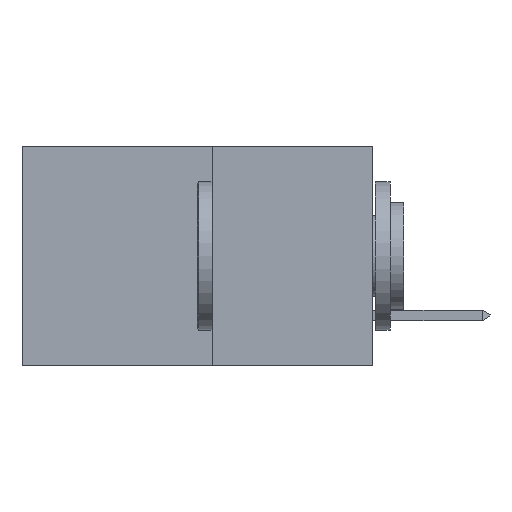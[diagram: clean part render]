
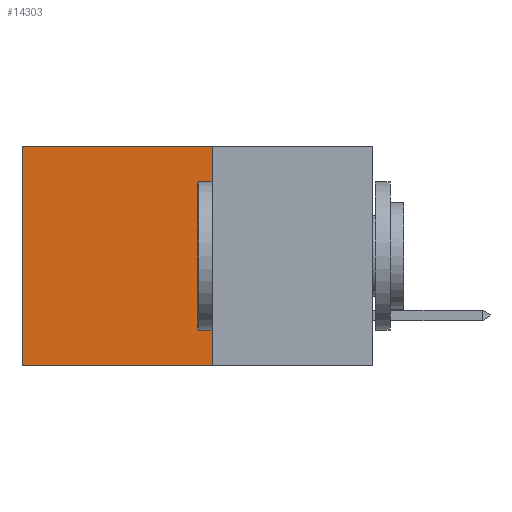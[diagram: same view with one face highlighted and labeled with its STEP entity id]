
A CAD part, left-side view. The second image highlights one B-rep face of the part: STEP entity #14303.
In plain terms, the highlighted planar face has unit normal (-1, 0, 0).
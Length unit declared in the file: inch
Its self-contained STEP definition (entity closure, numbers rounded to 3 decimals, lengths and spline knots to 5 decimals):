
#26 = AXIS2_PLACEMENT_3D ( 'NONE', #24859, #9945, #27336 ) ;
#1184 = LINE ( 'NONE', #19385, #20326 ) ;
#2330 = EDGE_CURVE ( 'NONE', #30756, #14215, #24437, .T. ) ;
#3504 = EDGE_CURVE ( 'NONE', #16404, #24085, #13465, .T. ) ;
#4908 = ORIENTED_EDGE ( 'NONE', *, *, #15571, .T. ) ;
#4960 = PLANE ( 'NONE',  #26 ) ;
#7960 = DIRECTION ( 'NONE',  ( 0., 0., -1. ) ) ;
#9945 = DIRECTION ( 'NONE',  ( 1., 0., 0. ) ) ;
#11213 = LINE ( 'NONE', #25372, #23697 ) ;
#12570 = CARTESIAN_POINT ( 'NONE',  ( 0.277, 0.27, 0. ) ) ;
#13465 = LINE ( 'NONE', #31448, #25902 ) ;
#14215 = VERTEX_POINT ( 'NONE', #22058 ) ;
#14303 = ADVANCED_FACE ( 'NONE', ( #18854 ), #4960, .F. ) ;
#15571 = EDGE_CURVE ( 'NONE', #24085, #14215, #1184, .T. ) ;
#16277 = VECTOR ( 'NONE', #17676, 39.37008 ) ;
#16404 = VERTEX_POINT ( 'NONE', #12570 ) ;
#17676 = DIRECTION ( 'NONE',  ( 0., 1., 0. ) ) ;
#18004 = CARTESIAN_POINT ( 'NONE',  ( 0.277, 0.27, -0.37 ) ) ;
#18423 = ORIENTED_EDGE ( 'NONE', *, *, #2330, .F. ) ;
#18854 = FACE_OUTER_BOUND ( 'NONE', #18946, .T. ) ;
#18946 = EDGE_LOOP ( 'NONE', ( #4908, #18423, #22958, #28405 ) ) ;
#19385 = CARTESIAN_POINT ( 'NONE',  ( 0.277, 0.59, -0.37 ) ) ;
#20326 = VECTOR ( 'NONE', #21876, 39.37008 ) ;
#21876 = DIRECTION ( 'NONE',  ( 0., 0., -1. ) ) ;
#22058 = CARTESIAN_POINT ( 'NONE',  ( 0.277, 0.59, -0.37 ) ) ;
#22958 = ORIENTED_EDGE ( 'NONE', *, *, #24596, .F. ) ;
#23697 = VECTOR ( 'NONE', #7960, 39.37008 ) ;
#24085 = VERTEX_POINT ( 'NONE', #27958 ) ;
#24437 = LINE ( 'NONE', #18004, #16277 ) ;
#24596 = EDGE_CURVE ( 'NONE', #16404, #30756, #11213, .T. ) ;
#24859 = CARTESIAN_POINT ( 'NONE',  ( 0.277, 0.27, -0.37 ) ) ;
#25339 = CARTESIAN_POINT ( 'NONE',  ( 0.277, 0.27, -0.37 ) ) ;
#25372 = CARTESIAN_POINT ( 'NONE',  ( 0.277, 0.27, -0.37 ) ) ;
#25902 = VECTOR ( 'NONE', #32004, 39.37008 ) ;
#27336 = DIRECTION ( 'NONE',  ( 0., 0., -1. ) ) ;
#27958 = CARTESIAN_POINT ( 'NONE',  ( 0.277, 0.59, 0. ) ) ;
#28405 = ORIENTED_EDGE ( 'NONE', *, *, #3504, .T. ) ;
#30756 = VERTEX_POINT ( 'NONE', #25339 ) ;
#31448 = CARTESIAN_POINT ( 'NONE',  ( 0.277, 0.27, 0. ) ) ;
#32004 = DIRECTION ( 'NONE',  ( 0., 1., 0. ) ) ;
